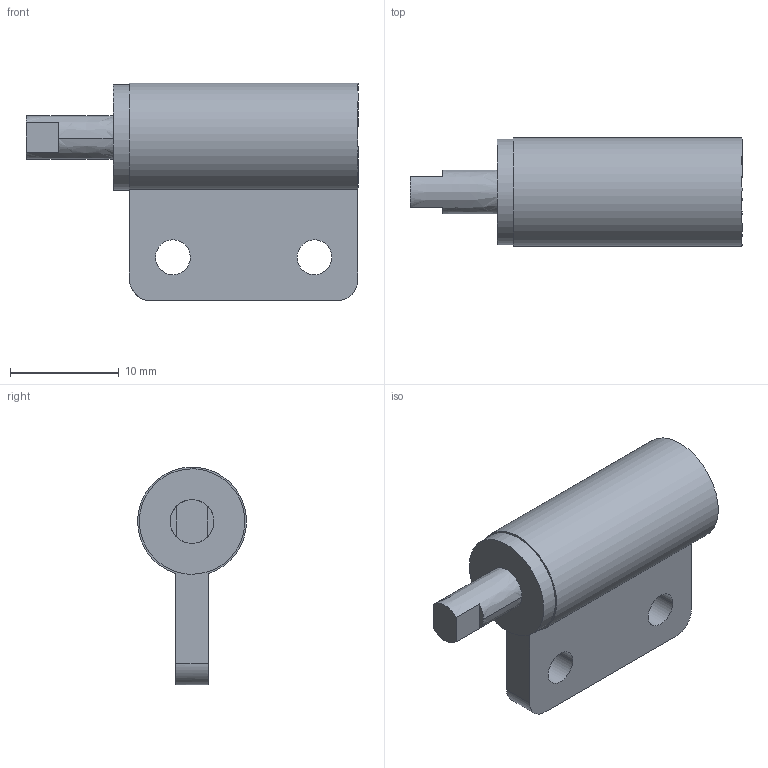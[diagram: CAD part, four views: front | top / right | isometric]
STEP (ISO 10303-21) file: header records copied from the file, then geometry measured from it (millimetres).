
FILE_DESCRIPTION((''),'2;1');
FILE_NAME('','2005-04-20T08:55:46',(''),(''),'','CADfix','');
FILE_SCHEMA(('AUTOMOTIVE_DESIGN'));
Length unit declared in the file: millimetre
Products named in the file (6): washer; socket; shaft; nut; case; TH_122_3_1368_36
Assembly tree (5 placements, depth 2):
  TH_122_3_1368_36
    washer
    socket
    shaft
    nut
    case
Bounding box: 30.5 x 9.99 x 19.99 mm (x, y, z)
Volume: 1989.5 mm3; surface area: 3320.5 mm2
Topology: 5 solids, 5 shells, 59 faces, 174 edges, 128 vertices
Faces by surface type: bspline 59
Entity records: 2459 total; most frequent: CARTESIAN_POINT 1344, ORIENTED_EDGE 348, EDGE_CURVE 174, VERTEX_POINT 128, EDGE_LOOP 74, FACE_OUTER_BOUND 59, ADVANCED_FACE 59, QUASI_UNIFORM_CURVE 48
